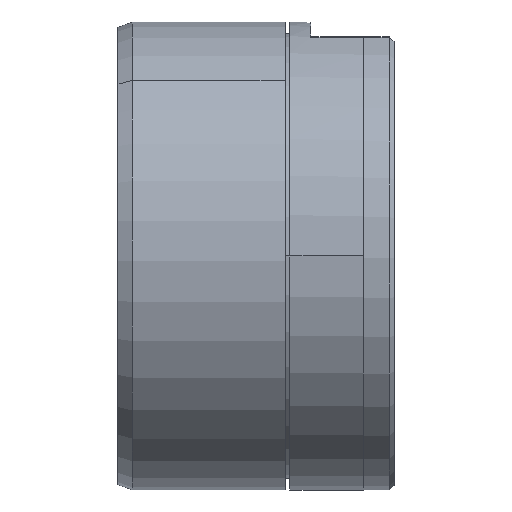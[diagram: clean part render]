
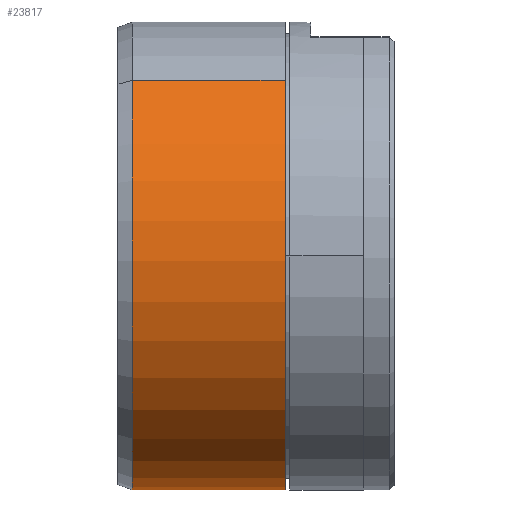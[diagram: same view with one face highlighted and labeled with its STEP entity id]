
A CAD part, front view. The second image highlights one B-rep face of the part: STEP entity #23817.
In plain terms, the highlighted cylindrical face has radius 24.5 mm (diameter 49 mm), a partial arc.
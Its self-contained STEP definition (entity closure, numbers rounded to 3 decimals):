
#102 = FACE_OUTER_BOUND ( 'NONE', #36233, .T. ) ;
#1054 = EDGE_CURVE ( 'NONE', #39367, #15991, #2346, .T. ) ;
#2237 = AXIS2_PLACEMENT_3D ( 'NONE', #18906, #9053, #22130 ) ;
#2346 = LINE ( 'NONE', #26904, #10335 ) ;
#2635 = CYLINDRICAL_SURFACE ( 'NONE', #8569, 24.5 ) ;
#3741 = EDGE_CURVE ( 'NONE', #15991, #9461, #30797, .T. ) ;
#4132 = CARTESIAN_POINT ( 'NONE',  ( 1.5, 16.175, -18.402 ) ) ;
#4920 = VECTOR ( 'NONE', #24828, 1000. ) ;
#7089 = DIRECTION ( 'NONE',  ( 0., 0.66, -0.751 ) ) ;
#7754 = DIRECTION ( 'NONE',  ( 0., -0.66, 0.751 ) ) ;
#8569 = AXIS2_PLACEMENT_3D ( 'NONE', #26820, #20563, #7754 ) ;
#9053 = DIRECTION ( 'NONE',  ( 1., 0., 0. ) ) ;
#9245 = AXIS2_PLACEMENT_3D ( 'NONE', #20049, #22983, #7089 ) ;
#9461 = VERTEX_POINT ( 'NONE', #4132 ) ;
#10335 = VECTOR ( 'NONE', #37281, 1000. ) ;
#10839 = EDGE_CURVE ( 'NONE', #39367, #34886, #15968, .T. ) ;
#10865 = CARTESIAN_POINT ( 'NONE',  ( 17.5, 16.175, -18.402 ) ) ;
#13340 = CARTESIAN_POINT ( 'NONE',  ( 17.5, -16.175, 18.402 ) ) ;
#13659 = ORIENTED_EDGE ( 'NONE', *, *, #3741, .T. ) ;
#15968 = CIRCLE ( 'NONE', #2237, 24.5 ) ;
#15991 = VERTEX_POINT ( 'NONE', #16457 ) ;
#16457 = CARTESIAN_POINT ( 'NONE',  ( 1.5, -16.175, 18.402 ) ) ;
#18906 = CARTESIAN_POINT ( 'NONE',  ( 17.5, 0., 0. ) ) ;
#20049 = CARTESIAN_POINT ( 'NONE',  ( 1.5, 0., 0. ) ) ;
#20368 = ORIENTED_EDGE ( 'NONE', *, *, #22111, .F. ) ;
#20563 = DIRECTION ( 'NONE',  ( -1., 0., 0. ) ) ;
#21660 = CARTESIAN_POINT ( 'NONE',  ( -70.332, 16.175, -18.402 ) ) ;
#22111 = EDGE_CURVE ( 'NONE', #34886, #9461, #40700, .T. ) ;
#22130 = DIRECTION ( 'NONE',  ( 0., 0.66, -0.751 ) ) ;
#22983 = DIRECTION ( 'NONE',  ( 1., 0., 0. ) ) ;
#23817 = ADVANCED_FACE ( 'NONE', ( #102 ), #2635, .T. ) ;
#24828 = DIRECTION ( 'NONE',  ( -1., 0., 0. ) ) ;
#26820 = CARTESIAN_POINT ( 'NONE',  ( -70.332, 0., 0. ) ) ;
#26904 = CARTESIAN_POINT ( 'NONE',  ( -70.332, -16.175, 18.402 ) ) ;
#29960 = ORIENTED_EDGE ( 'NONE', *, *, #10839, .F. ) ;
#30797 = CIRCLE ( 'NONE', #9245, 24.5 ) ;
#34886 = VERTEX_POINT ( 'NONE', #10865 ) ;
#35692 = ORIENTED_EDGE ( 'NONE', *, *, #1054, .T. ) ;
#36233 = EDGE_LOOP ( 'NONE', ( #20368, #29960, #35692, #13659 ) ) ;
#37281 = DIRECTION ( 'NONE',  ( -1., 0., 0. ) ) ;
#39367 = VERTEX_POINT ( 'NONE', #13340 ) ;
#40700 = LINE ( 'NONE', #21660, #4920 ) ;
